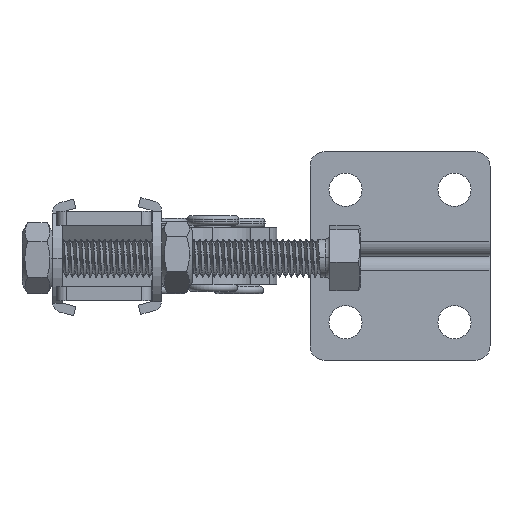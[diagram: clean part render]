
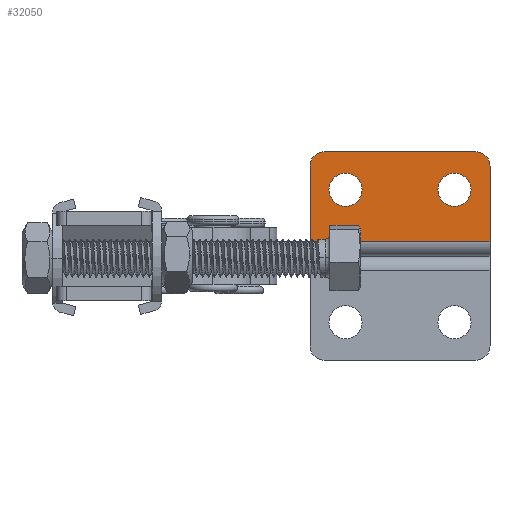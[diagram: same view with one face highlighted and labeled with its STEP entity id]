
A CAD part, left-side view. The second image highlights one B-rep face of the part: STEP entity #32050.
In plain terms, the highlighted planar face has unit normal (-1, 0, 0).
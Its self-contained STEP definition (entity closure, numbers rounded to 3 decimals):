
#101 = LINE ( 'NONE', #9107, #28141 ) ;
#468 = PLANE ( 'NONE',  #31837 ) ;
#750 = EDGE_LOOP ( 'NONE', ( #34571, #30095, #30049, #47169, #2281, #1113 ) ) ;
#1074 = CARTESIAN_POINT ( 'NONE',  ( -3., 7.5, 17.5 ) ) ;
#1113 = ORIENTED_EDGE ( 'NONE', *, *, #43639, .T. ) ;
#1117 = EDGE_CURVE ( 'NONE', #9106, #41133, #16328, .T. ) ;
#2281 = ORIENTED_EDGE ( 'NONE', *, *, #36595, .T. ) ;
#3558 = DIRECTION ( 'NONE',  ( -1., 0., 0. ) ) ;
#3717 = EDGE_LOOP ( 'NONE', ( #26070, #47088 ) ) ;
#4107 = CIRCLE ( 'NONE', #29530, 3.5 ) ;
#4118 = CARTESIAN_POINT ( 'NONE',  ( -3., 0., 0. ) ) ;
#4463 = VERTEX_POINT ( 'NONE', #28060 ) ;
#5372 = CIRCLE ( 'NONE', #36169, 3.5 ) ;
#5633 = CIRCLE ( 'NONE', #37599, 3.5 ) ;
#7362 = CARTESIAN_POINT ( 'NONE',  ( -3., 7.5, 14. ) ) ;
#8333 = DIRECTION ( 'NONE',  ( 0., -1., 0. ) ) ;
#8778 = VECTOR ( 'NONE', #27754, 1000. ) ;
#8827 = DIRECTION ( 'NONE',  ( -1., 0., 0. ) ) ;
#9021 = AXIS2_PLACEMENT_3D ( 'NONE', #25480, #3558, #29157 ) ;
#9106 = VERTEX_POINT ( 'NONE', #24143 ) ;
#9107 = CARTESIAN_POINT ( 'NONE',  ( -3., 38., 0. ) ) ;
#9491 = AXIS2_PLACEMENT_3D ( 'NONE', #31948, #31626, #30787 ) ;
#11032 = DIRECTION ( 'NONE',  ( 0., 0., 1. ) ) ;
#11657 = CARTESIAN_POINT ( 'NONE',  ( -3., 38., 3. ) ) ;
#12179 = VERTEX_POINT ( 'NONE', #20287 ) ;
#12853 = EDGE_CURVE ( 'NONE', #30500, #26940, #16233, .T. ) ;
#13622 = EDGE_CURVE ( 'NONE', #12179, #43547, #45356, .T. ) ;
#13800 = FACE_BOUND ( 'NONE', #45477, .T. ) ;
#16233 = LINE ( 'NONE', #37501, #45404 ) ;
#16328 = CIRCLE ( 'NONE', #9491, 3. ) ;
#16435 = AXIS2_PLACEMENT_3D ( 'NONE', #30676, #8827, #34345 ) ;
#18489 = LINE ( 'NONE', #24109, #8778 ) ;
#18705 = EDGE_CURVE ( 'NONE', #43547, #12179, #5633, .T. ) ;
#18735 = CARTESIAN_POINT ( 'NONE',  ( -3., 30.5, 10.5 ) ) ;
#19766 = DIRECTION ( 'NONE',  ( -1., 0., 0. ) ) ;
#19795 = ORIENTED_EDGE ( 'NONE', *, *, #37459, .F. ) ;
#19991 = DIRECTION ( 'NONE',  ( -1., 0., 0. ) ) ;
#20287 = CARTESIAN_POINT ( 'NONE',  ( -3., 30.5, 17.5 ) ) ;
#20769 = CARTESIAN_POINT ( 'NONE',  ( -3., 38., 19. ) ) ;
#21047 = CIRCLE ( 'NONE', #16435, 3. ) ;
#21915 = DIRECTION ( 'NONE',  ( -1., 0., 0. ) ) ;
#23512 = FACE_OUTER_BOUND ( 'NONE', #750, .T. ) ;
#23645 = DIRECTION ( 'NONE',  ( 0., 0., -1. ) ) ;
#24109 = CARTESIAN_POINT ( 'NONE',  ( -3., 35., 22. ) ) ;
#24143 = CARTESIAN_POINT ( 'NONE',  ( -3., 0., 19. ) ) ;
#25480 = CARTESIAN_POINT ( 'NONE',  ( -3., 30.5, 14. ) ) ;
#26051 = DIRECTION ( 'NONE',  ( 0., 0., 1. ) ) ;
#26070 = ORIENTED_EDGE ( 'NONE', *, *, #18705, .F. ) ;
#26940 = VERTEX_POINT ( 'NONE', #39716 ) ;
#27086 = ORIENTED_EDGE ( 'NONE', *, *, #34148, .F. ) ;
#27754 = DIRECTION ( 'NONE',  ( 0., 1., 0. ) ) ;
#28060 = CARTESIAN_POINT ( 'NONE',  ( -3., 35., 22. ) ) ;
#28141 = VECTOR ( 'NONE', #23645, 1000. ) ;
#28373 = EDGE_CURVE ( 'NONE', #26940, #9106, #29519, .T. ) ;
#28396 = VECTOR ( 'NONE', #29698, 1000. ) ;
#29157 = DIRECTION ( 'NONE',  ( 0., 0., 1. ) ) ;
#29519 = LINE ( 'NONE', #4118, #28396 ) ;
#29530 = AXIS2_PLACEMENT_3D ( 'NONE', #41868, #19991, #45557 ) ;
#29698 = DIRECTION ( 'NONE',  ( 0., 0., 1. ) ) ;
#30049 = ORIENTED_EDGE ( 'NONE', *, *, #28373, .T. ) ;
#30095 = ORIENTED_EDGE ( 'NONE', *, *, #12853, .T. ) ;
#30500 = VERTEX_POINT ( 'NONE', #11657 ) ;
#30676 = CARTESIAN_POINT ( 'NONE',  ( -3., 35., 19. ) ) ;
#30787 = DIRECTION ( 'NONE',  ( 0., 0., 1. ) ) ;
#31072 = EDGE_CURVE ( 'NONE', #43933, #30500, #101, .T. ) ;
#31626 = DIRECTION ( 'NONE',  ( -1., 0., 0. ) ) ;
#31837 = AXIS2_PLACEMENT_3D ( 'NONE', #40110, #21915, #26051 ) ;
#31948 = CARTESIAN_POINT ( 'NONE',  ( -3., 3., 19. ) ) ;
#32050 = ADVANCED_FACE ( 'NONE', ( #13800, #23512, #32052 ), #468, .T. ) ;
#32052 = FACE_BOUND ( 'NONE', #3717, .T. ) ;
#32876 = DIRECTION ( 'NONE',  ( -1., 0., 0. ) ) ;
#34148 = EDGE_CURVE ( 'NONE', #40133, #41031, #5372, .T. ) ;
#34345 = DIRECTION ( 'NONE',  ( 0., 0., -1. ) ) ;
#34571 = ORIENTED_EDGE ( 'NONE', *, *, #31072, .T. ) ;
#36169 = AXIS2_PLACEMENT_3D ( 'NONE', #7362, #32876, #11032 ) ;
#36595 = EDGE_CURVE ( 'NONE', #41133, #4463, #18489, .T. ) ;
#37459 = EDGE_CURVE ( 'NONE', #41031, #40133, #4107, .T. ) ;
#37501 = CARTESIAN_POINT ( 'NONE',  ( -3., 0., 3. ) ) ;
#37599 = AXIS2_PLACEMENT_3D ( 'NONE', #41657, #19766, #45336 ) ;
#37886 = CARTESIAN_POINT ( 'NONE',  ( -3., 7.5, 10.5 ) ) ;
#39716 = CARTESIAN_POINT ( 'NONE',  ( -3., 0., 3. ) ) ;
#40110 = CARTESIAN_POINT ( 'NONE',  ( -3., 3., 19. ) ) ;
#40133 = VERTEX_POINT ( 'NONE', #1074 ) ;
#41031 = VERTEX_POINT ( 'NONE', #37886 ) ;
#41133 = VERTEX_POINT ( 'NONE', #42383 ) ;
#41657 = CARTESIAN_POINT ( 'NONE',  ( -3., 30.5, 14. ) ) ;
#41868 = CARTESIAN_POINT ( 'NONE',  ( -3., 7.5, 14. ) ) ;
#42383 = CARTESIAN_POINT ( 'NONE',  ( -3., 3., 22. ) ) ;
#43547 = VERTEX_POINT ( 'NONE', #18735 ) ;
#43639 = EDGE_CURVE ( 'NONE', #4463, #43933, #21047, .T. ) ;
#43933 = VERTEX_POINT ( 'NONE', #20769 ) ;
#45336 = DIRECTION ( 'NONE',  ( 0., 0., 1. ) ) ;
#45356 = CIRCLE ( 'NONE', #9021, 3.5 ) ;
#45404 = VECTOR ( 'NONE', #8333, 1000. ) ;
#45477 = EDGE_LOOP ( 'NONE', ( #19795, #27086 ) ) ;
#45557 = DIRECTION ( 'NONE',  ( 0., 0., 1. ) ) ;
#47088 = ORIENTED_EDGE ( 'NONE', *, *, #13622, .F. ) ;
#47169 = ORIENTED_EDGE ( 'NONE', *, *, #1117, .T. ) ;
